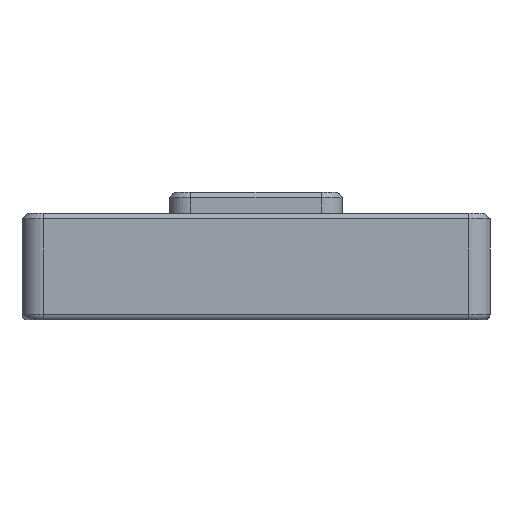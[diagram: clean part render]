
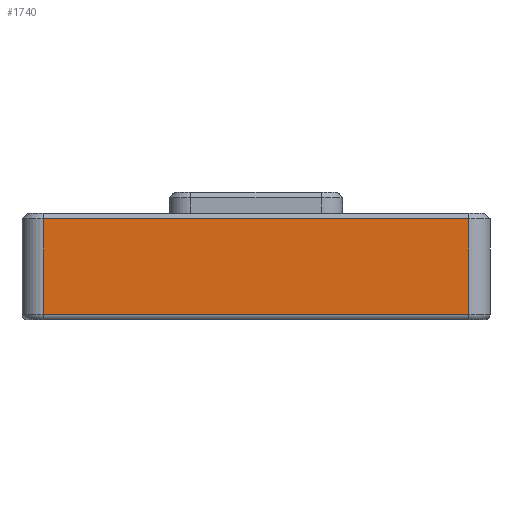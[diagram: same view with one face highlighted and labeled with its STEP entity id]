
A CAD part, front view. The second image highlights one B-rep face of the part: STEP entity #1740.
In plain terms, the highlighted planar face has unit normal (0, -1, 0).
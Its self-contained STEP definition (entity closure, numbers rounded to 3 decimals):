
#1116=FACE_OUTER_BOUND('',#4114,.T.);
#1740=ADVANCED_FACE('',(#1116),#2402,.F.);
#2402=PLANE('',#12695);
#4114=EDGE_LOOP('',(#5092,#5093,#5094,#5095));
#5092=ORIENTED_EDGE('',*,*,#9608,.T.);
#5093=ORIENTED_EDGE('',*,*,#9609,.T.);
#5094=ORIENTED_EDGE('',*,*,#9610,.T.);
#5095=ORIENTED_EDGE('',*,*,#9611,.T.);
#8484=VERTEX_POINT('',#16535);
#8485=VERTEX_POINT('',#16536);
#8486=VERTEX_POINT('',#16538);
#8487=VERTEX_POINT('',#16540);
#9608=EDGE_CURVE('',#8484,#8485,#11171,.T.);
#9609=EDGE_CURVE('',#8485,#8486,#11172,.T.);
#9610=EDGE_CURVE('',#8486,#8487,#11173,.T.);
#9611=EDGE_CURVE('',#8487,#8484,#11174,.T.);
#11171=LINE('',#16534,#11908);
#11172=LINE('',#16537,#11909);
#11173=LINE('',#16539,#11910);
#11174=LINE('',#16541,#11911);
#11908=VECTOR('',#13382,1.);
#11909=VECTOR('',#13383,1.);
#11910=VECTOR('',#13384,1.);
#11911=VECTOR('',#13385,1.);
#12695=AXIS2_PLACEMENT_3D('',#16542,#13386,#13387);
#13382=DIRECTION('',(0.,0.,1.));
#13383=DIRECTION('',(-1.,0.,0.));
#13384=DIRECTION('',(0.,0.,-1.));
#13385=DIRECTION('',(1.,0.,0.));
#13386=DIRECTION('',(0.,1.,0.));
#13387=DIRECTION('',(0.,0.,1.));
#16534=CARTESIAN_POINT('',(20.,-42.,10.));
#16535=CARTESIAN_POINT('',(20.,-42.,0.5));
#16536=CARTESIAN_POINT('',(20.,-42.,9.5));
#16537=CARTESIAN_POINT('',(-20.,-42.,9.5));
#16538=CARTESIAN_POINT('',(-20.,-42.,9.5));
#16539=CARTESIAN_POINT('',(-20.,-42.,10.));
#16540=CARTESIAN_POINT('',(-20.,-42.,0.5));
#16541=CARTESIAN_POINT('',(-22.,-42.,0.5));
#16542=CARTESIAN_POINT('',(-22.,-42.,10.));
